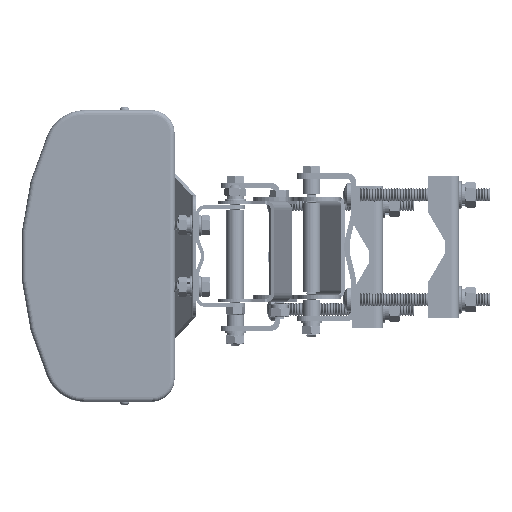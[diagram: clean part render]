
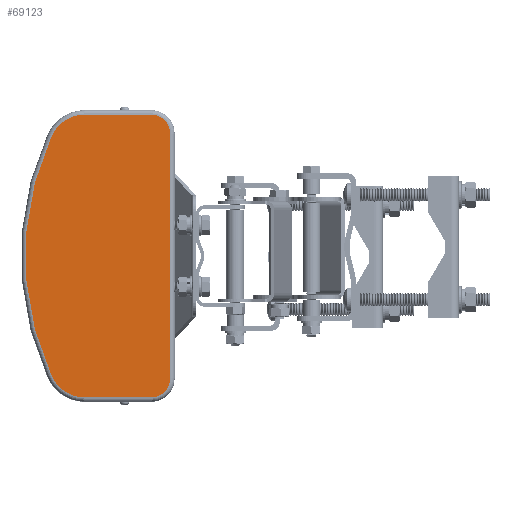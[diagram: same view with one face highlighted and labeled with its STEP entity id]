
A CAD part, left-side view. The second image highlights one B-rep face of the part: STEP entity #69123.
In plain terms, the highlighted planar face has unit normal (-1, 0, 0).
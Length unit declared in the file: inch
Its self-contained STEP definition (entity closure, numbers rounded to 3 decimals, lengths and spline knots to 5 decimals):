
#833 = CARTESIAN_POINT ( 'NONE',  ( -30.76563, 0.53149, -3.1874 ) ) ;
#3671 = DIRECTION ( 'NONE',  ( 0., 0., -1. ) ) ;
#4466 = DIRECTION ( 'NONE',  ( 0., 0., -1. ) ) ;
#5233 = CARTESIAN_POINT ( 'NONE',  ( -30.76563, 0.1, 2.75591 ) ) ;
#6073 = CARTESIAN_POINT ( 'NONE',  ( -30.76563, 0.53149, 2.75591 ) ) ;
#8956 = CARTESIAN_POINT ( 'NONE',  ( -30.76563, 0.53149, -2.75591 ) ) ;
#14499 = CIRCLE ( 'NONE', #94628, 0.8252 ) ;
#23471 = CARTESIAN_POINT ( 'NONE',  ( -30.76563, 0.1, -2.75591 ) ) ;
#24553 = ORIENTED_EDGE ( 'NONE', *, *, #58591, .T. ) ;
#25410 = DIRECTION ( 'NONE',  ( -1., 0., 0. ) ) ;
#28162 = CARTESIAN_POINT ( 'NONE',  ( -30.76563, 0.53149, 3.1874 ) ) ;
#29604 = DIRECTION ( 'NONE',  ( 0., 0., -1. ) ) ;
#30370 = CIRCLE ( 'NONE', #123077, 0.8252 ) ;
#32148 = VERTEX_POINT ( 'NONE', #62226 ) ;
#32550 = FACE_OUTER_BOUND ( 'NONE', #99547, .T. ) ;
#34295 = LINE ( 'NONE', #122072, #43976 ) ;
#36996 = DIRECTION ( 'NONE',  ( -1., 0., 0. ) ) ;
#38034 = EDGE_CURVE ( 'NONE', #106535, #78428, #130738, .T. ) ;
#40990 = VERTEX_POINT ( 'NONE', #28162 ) ;
#41039 = DIRECTION ( 'NONE',  ( -1., 0., 0. ) ) ;
#43976 = VECTOR ( 'NONE', #132424, 39.37008 ) ;
#44752 = ORIENTED_EDGE ( 'NONE', *, *, #66588, .T. ) ;
#44953 = DIRECTION ( 'NONE',  ( 1., 0., 0. ) ) ;
#45245 = EDGE_CURVE ( 'NONE', #32148, #110114, #80125, .T. ) ;
#48190 = ORIENTED_EDGE ( 'NONE', *, *, #51485, .T. ) ;
#50185 = DIRECTION ( 'NONE',  ( 0., 1., 0. ) ) ;
#51485 = EDGE_CURVE ( 'NONE', #78428, #102085, #30370, .T. ) ;
#56880 = AXIS2_PLACEMENT_3D ( 'NONE', #8956, #101622, #29604 ) ;
#57391 = EDGE_CURVE ( 'NONE', #102159, #106535, #14499, .T. ) ;
#58591 = EDGE_CURVE ( 'NONE', #110114, #40990, #95872, .T. ) ;
#61449 = VECTOR ( 'NONE', #50185, 39.37008 ) ;
#62226 = CARTESIAN_POINT ( 'NONE',  ( -30.76563, 0.1, -2.75591 ) ) ;
#63405 = PLANE ( 'NONE',  #128328 ) ;
#66281 = ORIENTED_EDGE ( 'NONE', *, *, #118126, .T. ) ;
#66588 = EDGE_CURVE ( 'NONE', #102085, #80543, #34295, .T. ) ;
#66806 = DIRECTION ( 'NONE',  ( 0., 0., -1. ) ) ;
#69123 = ADVANCED_FACE ( 'NONE', ( #32550 ), #63405, .F. ) ;
#69451 = LINE ( 'NONE', #101475, #61449 ) ;
#70004 = CARTESIAN_POINT ( 'NONE',  ( -30.76563, -3.08644, 0. ) ) ;
#73653 = ORIENTED_EDGE ( 'NONE', *, *, #57391, .T. ) ;
#74635 = CARTESIAN_POINT ( 'NONE',  ( -30.76563, 0.53149, -2.75591 ) ) ;
#78428 = VERTEX_POINT ( 'NONE', #94738 ) ;
#80125 = LINE ( 'NONE', #23471, #133376 ) ;
#80543 = VERTEX_POINT ( 'NONE', #833 ) ;
#90139 = CARTESIAN_POINT ( 'NONE',  ( -30.76563, 2.01934, 3.1874 ) ) ;
#90607 = ORIENTED_EDGE ( 'NONE', *, *, #45245, .T. ) ;
#91433 = AXIS2_PLACEMENT_3D ( 'NONE', #6073, #25410, #66806 ) ;
#91564 = EDGE_CURVE ( 'NONE', #40990, #102159, #69451, .T. ) ;
#94628 = AXIS2_PLACEMENT_3D ( 'NONE', #112153, #41039, #3671 ) ;
#94738 = CARTESIAN_POINT ( 'NONE',  ( -30.76563, 2.76825, -2.70873 ) ) ;
#95872 = CIRCLE ( 'NONE', #91433, 0.43149 ) ;
#98186 = CARTESIAN_POINT ( 'NONE',  ( -30.76563, 2.01934, -2.3622 ) ) ;
#99547 = EDGE_LOOP ( 'NONE', ( #112559, #48190, #44752, #66281, #90607, #24553, #115496, #73653 ) ) ;
#101475 = CARTESIAN_POINT ( 'NONE',  ( -30.76563, 0.53149, 3.1874 ) ) ;
#101622 = DIRECTION ( 'NONE',  ( -1., 0., 0. ) ) ;
#102085 = VERTEX_POINT ( 'NONE', #128681 ) ;
#102159 = VERTEX_POINT ( 'NONE', #90139 ) ;
#102952 = CARTESIAN_POINT ( 'NONE',  ( -30.76563, 2.76825, 2.70873 ) ) ;
#105120 = CIRCLE ( 'NONE', #56880, 0.43149 ) ;
#106535 = VERTEX_POINT ( 'NONE', #102952 ) ;
#110114 = VERTEX_POINT ( 'NONE', #5233 ) ;
#111443 = DIRECTION ( 'NONE',  ( -1., 0., 0. ) ) ;
#112060 = AXIS2_PLACEMENT_3D ( 'NONE', #70004, #111443, #112749 ) ;
#112153 = CARTESIAN_POINT ( 'NONE',  ( -30.76563, 2.01934, 2.3622 ) ) ;
#112559 = ORIENTED_EDGE ( 'NONE', *, *, #38034, .T. ) ;
#112749 = DIRECTION ( 'NONE',  ( 0., 0., -1. ) ) ;
#115496 = ORIENTED_EDGE ( 'NONE', *, *, #91564, .T. ) ;
#116647 = DIRECTION ( 'NONE',  ( 0., 0., 1. ) ) ;
#118126 = EDGE_CURVE ( 'NONE', #80543, #32148, #105120, .T. ) ;
#122072 = CARTESIAN_POINT ( 'NONE',  ( -30.76563, 0.53149, -3.1874 ) ) ;
#123077 = AXIS2_PLACEMENT_3D ( 'NONE', #98186, #36996, #129735 ) ;
#128328 = AXIS2_PLACEMENT_3D ( 'NONE', #74635, #44953, #4466 ) ;
#128681 = CARTESIAN_POINT ( 'NONE',  ( -30.76563, 2.01934, -3.1874 ) ) ;
#129735 = DIRECTION ( 'NONE',  ( 0., 0., -1. ) ) ;
#130738 = CIRCLE ( 'NONE', #112060, 6.45094 ) ;
#132424 = DIRECTION ( 'NONE',  ( 0., -1., 0. ) ) ;
#133376 = VECTOR ( 'NONE', #116647, 39.37008 ) ;
